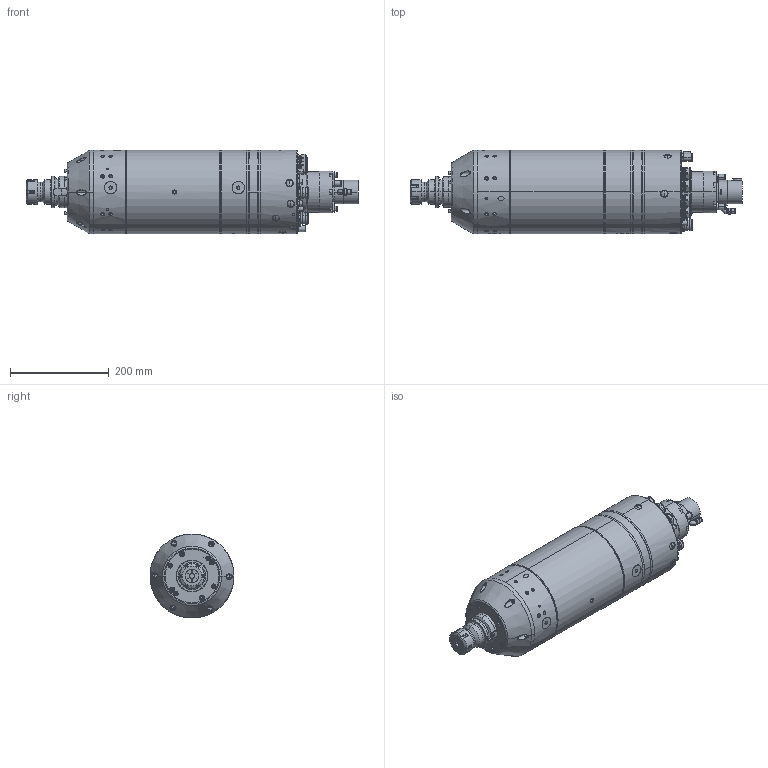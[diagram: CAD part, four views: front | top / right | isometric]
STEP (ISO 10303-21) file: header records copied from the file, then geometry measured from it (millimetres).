
FILE_DESCRIPTION (( 'STEP AP203' ), '1' );
FILE_NAME ('170AI20BHW-02-.STEP', '2012-09-27T05:59:05', ( '' ), ( '' ), 'SwSTEP 2.0', 'SolidWorks 2012', '' );
FILE_SCHEMA (( 'CONFIG_CONTROL_DESIGN' ));
Length unit declared in the file: millimetre
Products named in the file (1): 170AI20BHW-02-
Bounding box: 672.46 x 170 x 170 mm (x, y, z)
Surface area: 438543.5 mm2 (no closed solid volume)
Topology: 0 solids, 176 shells, 1639 faces, 5033 edges, 3556 vertices
Faces by surface type: plane 665, cylinder 634, cone 157, torus 135, bspline 24, sphere 24
Entity records: 63436 total; most frequent: CARTESIAN_POINT 17788, DIRECTION 10237, ORIENTED_EDGE 7999, EDGE_CURVE 4971, AXIS2_PLACEMENT_3D 3969, VERTEX_POINT 3544, CIRCLE 2353, VECTOR 2299
